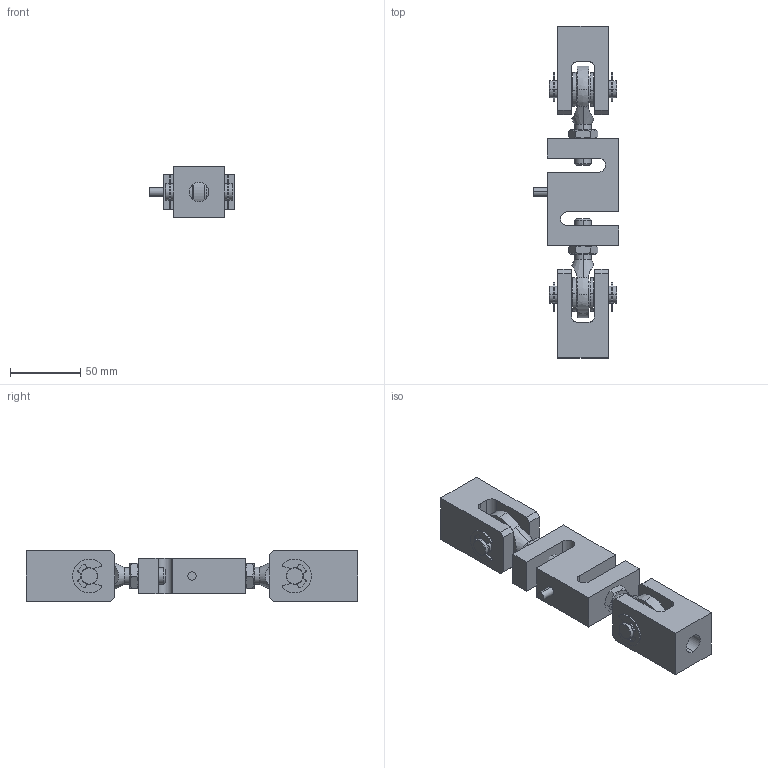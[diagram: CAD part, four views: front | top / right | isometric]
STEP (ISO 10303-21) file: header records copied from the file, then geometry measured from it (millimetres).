
FILE_DESCRIPTION (( 'STEP AP203' ), '1' );
FILE_NAME ('101M-0.STEP', '2020-09-15T03:58:39', ( '' ), ( '' ), 'SwSTEP 2.0', 'SolidWorks 2016', '' );
FILE_SCHEMA (( 'CONFIG_CONTROL_DESIGN' ));
Length unit declared in the file: millimetre
Products named in the file (9): 蟀諉輸101M-0.1-1t; hex thin nuts-grades ab-chamfered gb_GB_FASTENER_NUT_STNAB M12-N; _PVD12-40_pins; e rings gb_GB_CONNECTING_PIECE_RINGS_HR 12; regular circular plain washer_jis_JIS B 1256 Regular circular 12; JBREN12; 換覜んSTC-1t; PVD12-40; 101M-0
Assembly tree (16 placements, depth 3):
  101M-0
    換覜んSTC-1t
    蟀諉輸101M-0.1-1t  x2
    hex thin nuts-grades ab-chamfered gb_GB_FASTENER_NUT_STNAB M12-N  x2
    JBREN12  x2
    regular circular plain washer_jis_JIS B 1256 Regular circular 12  x4
    PVD12-40  x2
      _PVD12-40_pins
      e rings gb_GB_CONNECTING_PIECE_RINGS_HR 12
Bounding box: 60.8 x 236 x 36 mm (x, y, z)
Volume: 221982.4 mm3; surface area: 65687.9 mm2
Topology: 17 solids, 17 shells, 308 faces, 769 edges, 498 vertices
Faces by surface type: cylinder 137, plane 121, cone 44, bspline 6
Entity records: 5655 total; most frequent: CARTESIAN_POINT 1157, DIRECTION 749, ORIENTED_EDGE 662, EDGE_CURVE 331, AXIS2_PLACEMENT_3D 292, VERTEX_POINT 216, VECTOR 165, LINE 165
